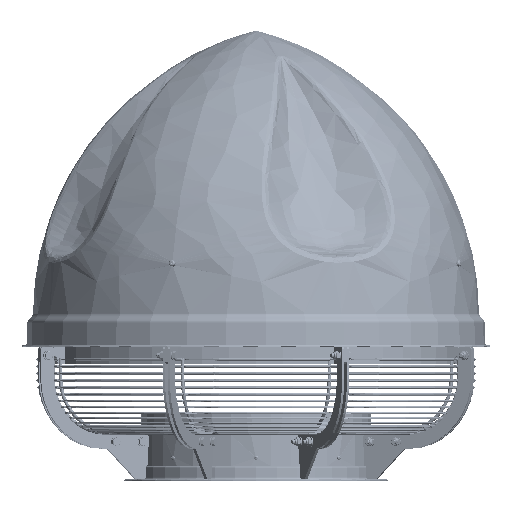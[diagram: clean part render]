
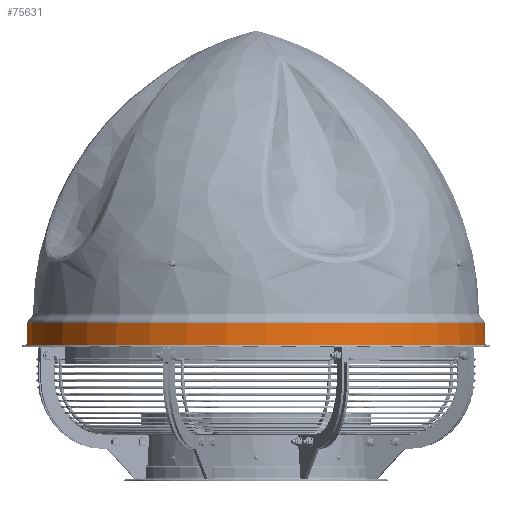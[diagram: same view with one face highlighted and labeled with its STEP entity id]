
A CAD part, front view. The second image highlights one B-rep face of the part: STEP entity #75631.
In plain terms, the highlighted conical face has half-angle 2 degrees and reference radius 391.675 mm.
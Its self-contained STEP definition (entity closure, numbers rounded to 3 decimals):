
#1454=CONICAL_SURFACE('',#80666,391.674,0.035);
#7599=FACE_OUTER_BOUND('',#12130,.T.);
#12130=EDGE_LOOP('',(#54082,#54083,#54084,#54085,#54086));
#16804=LINE('',#133610,#22344);
#22344=VECTOR('',#90967,391.674);
#27609=CIRCLE('',#80660,391.088);
#27610=CIRCLE('',#80661,391.088);
#27614=CIRCLE('',#80667,392.399);
#32010=VERTEX_POINT('',#133596);
#32011=VERTEX_POINT('',#133598);
#32014=VERTEX_POINT('',#133609);
#40113=EDGE_CURVE('',#32010,#32011,#27609,.T.);
#40114=EDGE_CURVE('',#32011,#32010,#27610,.T.);
#40119=EDGE_CURVE('',#32011,#32014,#16804,.T.);
#40120=EDGE_CURVE('',#32014,#32014,#27614,.T.);
#54082=ORIENTED_EDGE('',*,*,#40113,.F.);
#54083=ORIENTED_EDGE('',*,*,#40114,.F.);
#54084=ORIENTED_EDGE('',*,*,#40119,.T.);
#54085=ORIENTED_EDGE('',*,*,#40120,.F.);
#54086=ORIENTED_EDGE('',*,*,#40119,.F.);
#75631=ADVANCED_FACE('',(#7599),#1454,.T.);
#80660=AXIS2_PLACEMENT_3D('',#133599,#90952,#90953);
#80661=AXIS2_PLACEMENT_3D('',#133600,#90954,#90955);
#80666=AXIS2_PLACEMENT_3D('',#133608,#90965,#90966);
#80667=AXIS2_PLACEMENT_3D('',#133611,#90968,#90969);
#90952=DIRECTION('center_axis',(0.,0.,
1.));
#90953=DIRECTION('ref_axis',(-0.383,0.924,0.));
#90954=DIRECTION('center_axis',(0.,0.,
1.));
#90955=DIRECTION('ref_axis',(-0.383,0.924,0.));
#90965=DIRECTION('center_axis',(0.,0.,
-1.));
#90966=DIRECTION('ref_axis',(0.383,-0.924,0.));
#90967=DIRECTION('',(-0.013,0.032,-0.999));
#90968=DIRECTION('center_axis',(0.,0.,
-1.));
#90969=DIRECTION('ref_axis',(0.383,-0.924,0.));
#133596=CARTESIAN_POINT('',(-361.318,-149.663,269.788));
#133598=CARTESIAN_POINT('',(-149.663,361.318,269.788));
#133599=CARTESIAN_POINT('Origin',(0.,0.,
269.788));
#133600=CARTESIAN_POINT('Origin',(0.,0.,
269.788));
#133608=CARTESIAN_POINT('Origin',(0.,0.,
252.987));
#133609=CARTESIAN_POINT('',(-150.164,362.529,232.25));
#133610=CARTESIAN_POINT('',(-149.887,361.86,252.987));
#133611=CARTESIAN_POINT('Origin',(0.,0.,
232.25));
